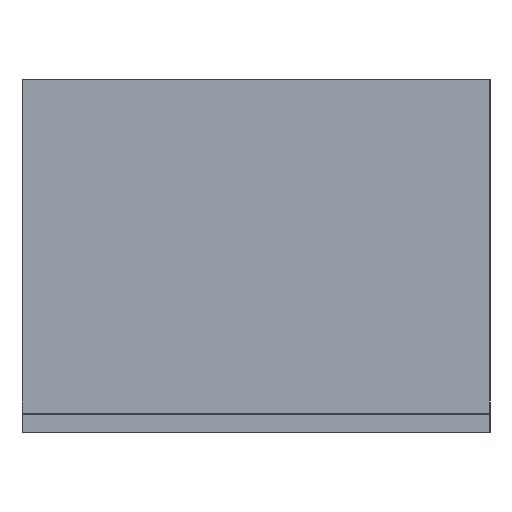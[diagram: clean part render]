
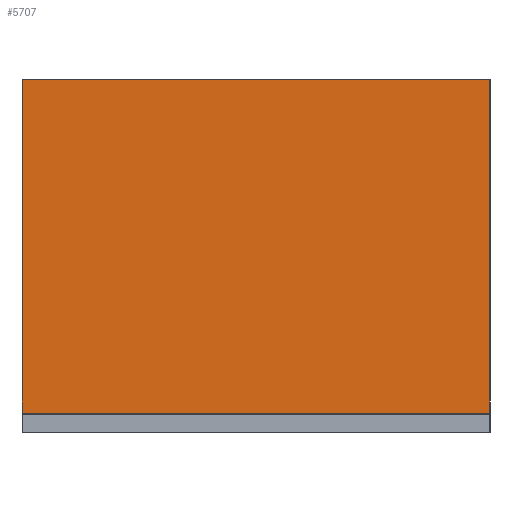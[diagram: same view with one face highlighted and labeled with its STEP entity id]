
A CAD part, left-side view. The second image highlights one B-rep face of the part: STEP entity #5707.
In plain terms, the highlighted planar face has unit normal (-1, 0, 0).
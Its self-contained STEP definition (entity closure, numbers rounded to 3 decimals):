
#5707 = ADVANCED_FACE('',(#5708),#5722,.T.);
#5708 = FACE_BOUND('',#5709,.T.);
#5709 = EDGE_LOOP('',(#5710,#5745,#5773,#5801));
#5710 = ORIENTED_EDGE('',*,*,#5711,.T.);
#5711 = EDGE_CURVE('',#5712,#5714,#5716,.T.);
#5712 = VERTEX_POINT('',#5713);
#5713 = CARTESIAN_POINT('',(0.,0.,1.6));
#5714 = VERTEX_POINT('',#5715);
#5715 = CARTESIAN_POINT('',(0.,0.,28.7));
#5716 = SURFACE_CURVE('',#5717,(#5721,#5733),.PCURVE_S1.);
#5717 = LINE('',#5718,#5719);
#5718 = CARTESIAN_POINT('',(0.,0.,1.6));
#5719 = VECTOR('',#5720,1.);
#5720 = DIRECTION('',(0.,0.,1.));
#5721 = PCURVE('',#5722,#5727);
#5722 = PLANE('',#5723);
#5723 = AXIS2_PLACEMENT_3D('',#5724,#5725,#5726);
#5724 = CARTESIAN_POINT('',(0.,0.,1.6));
#5725 = DIRECTION('',(-1.,0.,0.));
#5726 = DIRECTION('',(0.,1.,0.));
#5727 = DEFINITIONAL_REPRESENTATION('',(#5728),#5732);
#5728 = LINE('',#5729,#5730);
#5729 = CARTESIAN_POINT('',(0.,0.));
#5730 = VECTOR('',#5731,1.);
#5731 = DIRECTION('',(0.,-1.));
#5732 = ( GEOMETRIC_REPRESENTATION_CONTEXT(2) 
PARAMETRIC_REPRESENTATION_CONTEXT() REPRESENTATION_CONTEXT('2D SPACE',''
  ) );
#5733 = PCURVE('',#5734,#5739);
#5734 = PLANE('',#5735);
#5735 = AXIS2_PLACEMENT_3D('',#5736,#5737,#5738);
#5736 = CARTESIAN_POINT('',(162.,0.,1.6));
#5737 = DIRECTION('',(0.,-1.,0.));
#5738 = DIRECTION('',(-1.,0.,0.));
#5739 = DEFINITIONAL_REPRESENTATION('',(#5740),#5744);
#5740 = LINE('',#5741,#5742);
#5741 = CARTESIAN_POINT('',(162.,0.));
#5742 = VECTOR('',#5743,1.);
#5743 = DIRECTION('',(0.,-1.));
#5744 = ( GEOMETRIC_REPRESENTATION_CONTEXT(2) 
PARAMETRIC_REPRESENTATION_CONTEXT() REPRESENTATION_CONTEXT('2D SPACE',''
  ) );
#5745 = ORIENTED_EDGE('',*,*,#5746,.T.);
#5746 = EDGE_CURVE('',#5714,#5747,#5749,.T.);
#5747 = VERTEX_POINT('',#5748);
#5748 = CARTESIAN_POINT('',(0.,38.,28.7));
#5749 = SURFACE_CURVE('',#5750,(#5754,#5761),.PCURVE_S1.);
#5750 = LINE('',#5751,#5752);
#5751 = CARTESIAN_POINT('',(0.,0.,28.7));
#5752 = VECTOR('',#5753,1.);
#5753 = DIRECTION('',(0.,1.,0.));
#5754 = PCURVE('',#5722,#5755);
#5755 = DEFINITIONAL_REPRESENTATION('',(#5756),#5760);
#5756 = LINE('',#5757,#5758);
#5757 = CARTESIAN_POINT('',(0.,-27.1));
#5758 = VECTOR('',#5759,1.);
#5759 = DIRECTION('',(1.,0.));
#5760 = ( GEOMETRIC_REPRESENTATION_CONTEXT(2) 
PARAMETRIC_REPRESENTATION_CONTEXT() REPRESENTATION_CONTEXT('2D SPACE',''
  ) );
#5761 = PCURVE('',#5762,#5767);
#5762 = PLANE('',#5763);
#5763 = AXIS2_PLACEMENT_3D('',#5764,#5765,#5766);
#5764 = CARTESIAN_POINT('',(81.,19.,28.7));
#5765 = DIRECTION('',(-0.,-0.,-1.));
#5766 = DIRECTION('',(-1.,0.,0.));
#5767 = DEFINITIONAL_REPRESENTATION('',(#5768),#5772);
#5768 = LINE('',#5769,#5770);
#5769 = CARTESIAN_POINT('',(81.,-19.));
#5770 = VECTOR('',#5771,1.);
#5771 = DIRECTION('',(0.,1.));
#5772 = ( GEOMETRIC_REPRESENTATION_CONTEXT(2) 
PARAMETRIC_REPRESENTATION_CONTEXT() REPRESENTATION_CONTEXT('2D SPACE',''
  ) );
#5773 = ORIENTED_EDGE('',*,*,#5774,.F.);
#5774 = EDGE_CURVE('',#5775,#5747,#5777,.T.);
#5775 = VERTEX_POINT('',#5776);
#5776 = CARTESIAN_POINT('',(0.,38.,1.6));
#5777 = SURFACE_CURVE('',#5778,(#5782,#5789),.PCURVE_S1.);
#5778 = LINE('',#5779,#5780);
#5779 = CARTESIAN_POINT('',(0.,38.,1.6));
#5780 = VECTOR('',#5781,1.);
#5781 = DIRECTION('',(0.,0.,1.));
#5782 = PCURVE('',#5722,#5783);
#5783 = DEFINITIONAL_REPRESENTATION('',(#5784),#5788);
#5784 = LINE('',#5785,#5786);
#5785 = CARTESIAN_POINT('',(38.,0.));
#5786 = VECTOR('',#5787,1.);
#5787 = DIRECTION('',(0.,-1.));
#5788 = ( GEOMETRIC_REPRESENTATION_CONTEXT(2) 
PARAMETRIC_REPRESENTATION_CONTEXT() REPRESENTATION_CONTEXT('2D SPACE',''
  ) );
#5789 = PCURVE('',#5790,#5795);
#5790 = PLANE('',#5791);
#5791 = AXIS2_PLACEMENT_3D('',#5792,#5793,#5794);
#5792 = CARTESIAN_POINT('',(0.,38.,1.6));
#5793 = DIRECTION('',(0.,1.,0.));
#5794 = DIRECTION('',(1.,0.,0.));
#5795 = DEFINITIONAL_REPRESENTATION('',(#5796),#5800);
#5796 = LINE('',#5797,#5798);
#5797 = CARTESIAN_POINT('',(0.,0.));
#5798 = VECTOR('',#5799,1.);
#5799 = DIRECTION('',(0.,-1.));
#5800 = ( GEOMETRIC_REPRESENTATION_CONTEXT(2) 
PARAMETRIC_REPRESENTATION_CONTEXT() REPRESENTATION_CONTEXT('2D SPACE',''
  ) );
#5801 = ORIENTED_EDGE('',*,*,#5802,.F.);
#5802 = EDGE_CURVE('',#5712,#5775,#5803,.T.);
#5803 = SURFACE_CURVE('',#5804,(#5808,#5815),.PCURVE_S1.);
#5804 = LINE('',#5805,#5806);
#5805 = CARTESIAN_POINT('',(0.,0.,1.6));
#5806 = VECTOR('',#5807,1.);
#5807 = DIRECTION('',(0.,1.,0.));
#5808 = PCURVE('',#5722,#5809);
#5809 = DEFINITIONAL_REPRESENTATION('',(#5810),#5814);
#5810 = LINE('',#5811,#5812);
#5811 = CARTESIAN_POINT('',(0.,0.));
#5812 = VECTOR('',#5813,1.);
#5813 = DIRECTION('',(1.,0.));
#5814 = ( GEOMETRIC_REPRESENTATION_CONTEXT(2) 
PARAMETRIC_REPRESENTATION_CONTEXT() REPRESENTATION_CONTEXT('2D SPACE',''
  ) );
#5815 = PCURVE('',#5816,#5821);
#5816 = PLANE('',#5817);
#5817 = AXIS2_PLACEMENT_3D('',#5818,#5819,#5820);
#5818 = CARTESIAN_POINT('',(81.,19.,1.6));
#5819 = DIRECTION('',(-0.,-0.,-1.));
#5820 = DIRECTION('',(-1.,0.,0.));
#5821 = DEFINITIONAL_REPRESENTATION('',(#5822),#5826);
#5822 = LINE('',#5823,#5824);
#5823 = CARTESIAN_POINT('',(81.,-19.));
#5824 = VECTOR('',#5825,1.);
#5825 = DIRECTION('',(0.,1.));
#5826 = ( GEOMETRIC_REPRESENTATION_CONTEXT(2) 
PARAMETRIC_REPRESENTATION_CONTEXT() REPRESENTATION_CONTEXT('2D SPACE',''
  ) );
